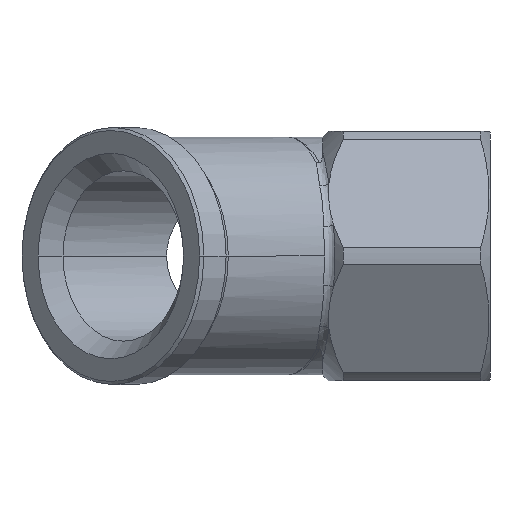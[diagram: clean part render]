
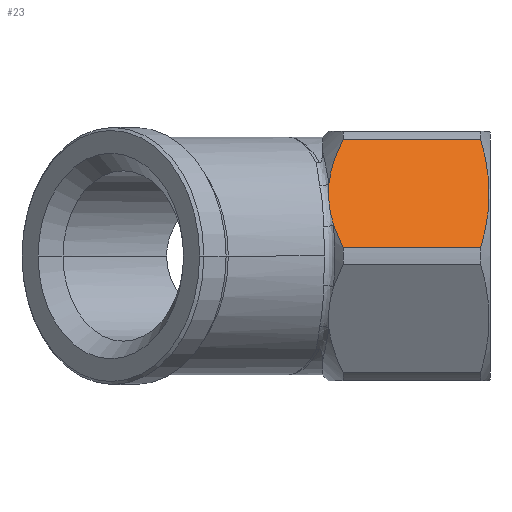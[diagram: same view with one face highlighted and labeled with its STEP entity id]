
A CAD part, left-side view. The second image highlights one B-rep face of the part: STEP entity #23.
In plain terms, the highlighted planar face has unit normal (-0.866, 0, 0.5).
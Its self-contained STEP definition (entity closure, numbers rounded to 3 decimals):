
#6 = EDGE_CURVE ( 'NONE', #4141, #4130, #1272, .T. ) ;
#7 = ORIENTED_EDGE ( 'NONE', *, *, #4076, .T. ) ;
#15 = ORIENTED_EDGE ( 'NONE', *, *, #4142, .T. ) ;
#16 = ORIENTED_EDGE ( 'NONE', *, *, #6, .T. ) ;
#21 = ORIENTED_EDGE ( 'NONE', *, *, #4198, .T. ) ;
#23 = ADVANCED_FACE ( 'NONE', ( #1303 ), #1301, .F. ) ;
#24 = ORIENTED_EDGE ( 'NONE', *, *, #4154, .T. ) ;
#26 = EDGE_LOOP ( 'NONE', ( #21, #24, #15, #16, #7, #38 ) ) ;
#38 = ORIENTED_EDGE ( 'NONE', *, *, #4170, .T. ) ;
#101 = VERTEX_POINT ( 'NONE', #1413 ) ;
#385 = DIRECTION ( 'NONE',  ( 0., -1., 0. ) ) ;
#386 = VECTOR ( 'NONE', #385, 1000. ) ;
#387 = CARTESIAN_POINT ( 'NONE',  ( -9.483, -14.345, 0.576 ) ) ;
#388 = LINE ( 'NONE', #387, #386 ) ;
#399 = CARTESIAN_POINT ( 'NONE',  ( -9.483, 0.635, 0.576 ) ) ;
#448 = CARTESIAN_POINT ( 'NONE',  ( -5.24, 0.635, 7.924 ) ) ;
#449 = CARTESIAN_POINT ( 'NONE',  ( -5.588, 0.455, 7.321 ) ) ;
#450 = CARTESIAN_POINT ( 'NONE',  ( -5.94, 0.31, 6.712 ) ) ;
#451 = CARTESIAN_POINT ( 'NONE',  ( -6.65, 0.11, 5.482 ) ) ;
#452 = CARTESIAN_POINT ( 'NONE',  ( -7.011, 0.057, 4.856 ) ) ;
#453 = CARTESIAN_POINT ( 'NONE',  ( -7.726, 0.058, 3.618 ) ) ;
#454 = CARTESIAN_POINT ( 'NONE',  ( -8.081, 0.112, 3.004 ) ) ;
#455 = CARTESIAN_POINT ( 'NONE',  ( -8.785, 0.311, 1.784 ) ) ;
#456 = CARTESIAN_POINT ( 'NONE',  ( -9.135, 0.456, 1.178 ) ) ;
#457 = CARTESIAN_POINT ( 'NONE',  ( -9.483, 0.635, 0.576 ) ) ;
#459 = B_SPLINE_CURVE_WITH_KNOTS ( 'NONE', 3,
 ( #457, #456, #455, #454, #453, #452, #451, #450, #449, #448 ),
 .UNSPECIFIED., .F., .F.,
 ( 4, 2, 2, 2, 4 ),
 ( 0., 0.002, 0.004, 0.006, 0.009 ),
 .UNSPECIFIED. ) ;
#1269 = CARTESIAN_POINT ( 'NONE',  ( -7.103, 10.989, 4.697 ) ) ;
#1270 = CARTESIAN_POINT ( 'NONE',  ( -6.964, 10.963, 4.937 ) ) ;
#1272 = B_SPLINE_CURVE_WITH_KNOTS ( 'NONE', 3,
 ( #1270, #1269, #1315, #1314, #1313, #1312, #1311, #1310 ),
 .UNSPECIFIED., .F., .F.,
 ( 4, 2, 2, 4 ),
 ( 0.004, 0.004, 0.005, 0.007 ),
 .UNSPECIFIED. ) ;
#1292 = DIRECTION ( 'NONE',  ( -0.5, 0., -0.866 ) ) ;
#1293 = DIRECTION ( 'NONE',  ( 0.866, 0., -0.5 ) ) ;
#1294 = AXIS2_PLACEMENT_3D ( 'NONE', #1300, #1293, #1292 ) ;
#1300 = CARTESIAN_POINT ( 'NONE',  ( -9.815, 12., 0. ) ) ;
#1301 = PLANE ( 'NONE',  #1294 ) ;
#1303 = FACE_OUTER_BOUND ( 'NONE', #26, .T. ) ;
#1310 = CARTESIAN_POINT ( 'NONE',  ( -8.606, 10.643, 2.094 ) ) ;
#1311 = CARTESIAN_POINT ( 'NONE',  ( -8.34, 10.793, 2.555 ) ) ;
#1312 = CARTESIAN_POINT ( 'NONE',  ( -8.07, 10.9, 3.022 ) ) ;
#1313 = CARTESIAN_POINT ( 'NONE',  ( -7.659, 10.983, 3.733 ) ) ;
#1314 = CARTESIAN_POINT ( 'NONE',  ( -7.522, 10.998, 3.972 ) ) ;
#1315 = CARTESIAN_POINT ( 'NONE',  ( -7.244, 11.001, 4.453 ) ) ;
#1413 = CARTESIAN_POINT ( 'NONE',  ( -5.24, 0.635, 7.924 ) ) ;
#3214 = CARTESIAN_POINT ( 'NONE',  ( -9.198, 10.255, 1.069 ) ) ;
#3215 = CARTESIAN_POINT ( 'NONE',  ( -8.904, 10.476, 1.578 ) ) ;
#3216 = CARTESIAN_POINT ( 'NONE',  ( -8.606, 10.643, 2.094 ) ) ;
#3497 = CARTESIAN_POINT ( 'NONE',  ( -9.483, 10., 0.576 ) ) ;
#3673 = B_SPLINE_CURVE_WITH_KNOTS ( 'NONE', 3,
 ( #3216, #3215, #3214, #3497 ),
 .UNSPECIFIED., .F., .F.,
 ( 4, 4 ),
 ( 0.007, 0.009 ),
 .UNSPECIFIED. ) ;
#3812 = CARTESIAN_POINT ( 'NONE',  ( -8.606, 10.643, 2.094 ) ) ;
#3853 = B_SPLINE_CURVE_WITH_KNOTS ( 'NONE', 3,
 ( #3904, #3903, #3902, #3901 ),
 .UNSPECIFIED., .F., .F.,
 ( 4, 4 ),
 ( 0., 0.004 ),
 .UNSPECIFIED. ) ;
#3865 = CARTESIAN_POINT ( 'NONE',  ( -6.964, 10.963, 4.937 ) ) ;
#3874 = CARTESIAN_POINT ( 'NONE',  ( -9.483, 10., 0.576 ) ) ;
#3890 = DIRECTION ( 'NONE',  ( 0., 1., 0. ) ) ;
#3891 = VECTOR ( 'NONE', #3890, 1000. ) ;
#3892 = CARTESIAN_POINT ( 'NONE',  ( -5.24, -14.345, 7.924 ) ) ;
#3893 = LINE ( 'NONE', #3892, #3891 ) ;
#3895 = CARTESIAN_POINT ( 'NONE',  ( -5.24, 10., 7.924 ) ) ;
#3901 = CARTESIAN_POINT ( 'NONE',  ( -6.964, 10.963, 4.937 ) ) ;
#3902 = CARTESIAN_POINT ( 'NONE',  ( -6.362, 10.851, 5.98 ) ) ;
#3903 = CARTESIAN_POINT ( 'NONE',  ( -5.792, 10.493, 6.967 ) ) ;
#3904 = CARTESIAN_POINT ( 'NONE',  ( -5.24, 10., 7.924 ) ) ;
#4076 = EDGE_CURVE ( 'NONE', #4130, #4136, #3673, .T. ) ;
#4130 = VERTEX_POINT ( 'NONE', #3812 ) ;
#4136 = VERTEX_POINT ( 'NONE', #3874 ) ;
#4141 = VERTEX_POINT ( 'NONE', #3865 ) ;
#4142 = EDGE_CURVE ( 'NONE', #4148, #4141, #3853, .T. ) ;
#4148 = VERTEX_POINT ( 'NONE', #3895 ) ;
#4154 = EDGE_CURVE ( 'NONE', #101, #4148, #3893, .T. ) ;
#4165 = VERTEX_POINT ( 'NONE', #399 ) ;
#4170 = EDGE_CURVE ( 'NONE', #4136, #4165, #388, .T. ) ;
#4198 = EDGE_CURVE ( 'NONE', #4165, #101, #459, .T. ) ;
